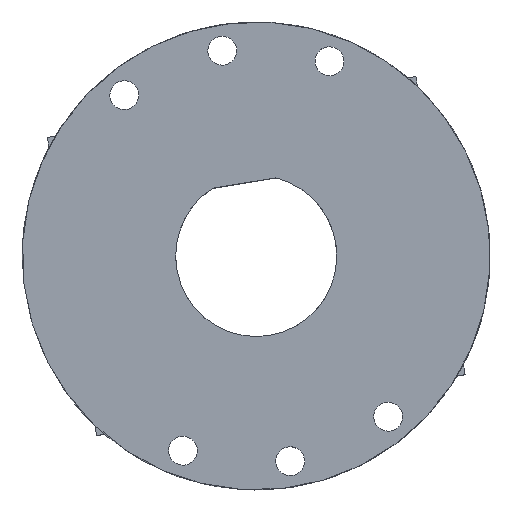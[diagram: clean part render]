
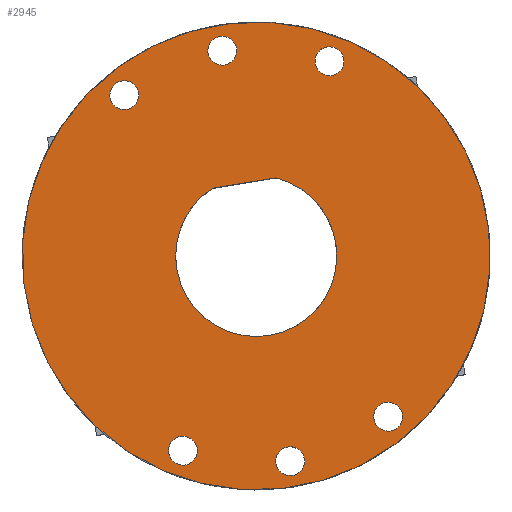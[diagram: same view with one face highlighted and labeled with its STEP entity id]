
A CAD part, top view. The second image highlights one B-rep face of the part: STEP entity #2945.
In plain terms, the highlighted face is planar.
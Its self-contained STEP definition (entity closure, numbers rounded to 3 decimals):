
#71=FACE_BOUND('',#1095,.T.);
#72=FACE_BOUND('',#1096,.T.);
#73=FACE_BOUND('',#1097,.T.);
#74=FACE_BOUND('',#1098,.T.);
#75=FACE_BOUND('',#1099,.T.);
#76=FACE_BOUND('',#1100,.T.);
#77=FACE_BOUND('',#1101,.T.);
#194=PLANE('',#3245);
#235=LINE('',#4786,#495);
#495=VECTOR('',#3498,10.);
#901=FACE_OUTER_BOUND('',#1094,.T.);
#1094=EDGE_LOOP('',(#2702));
#1095=EDGE_LOOP('',(#2703,#2704));
#1096=EDGE_LOOP('',(#2705));
#1097=EDGE_LOOP('',(#2706));
#1098=EDGE_LOOP('',(#2707));
#1099=EDGE_LOOP('',(#2708));
#1100=EDGE_LOOP('',(#2709));
#1101=EDGE_LOOP('',(#2710));
#1181=CIRCLE('',#3076,69.7);
#1185=CIRCLE('',#3081,24.);
#1233=CIRCLE('',#3233,4.3);
#1234=CIRCLE('',#3235,4.3);
#1235=CIRCLE('',#3237,4.3);
#1236=CIRCLE('',#3239,4.3);
#1237=CIRCLE('',#3241,4.3);
#1238=CIRCLE('',#3243,4.3);
#1346=VERTEX_POINT('',#4613);
#1353=VERTEX_POINT('',#4632);
#1354=VERTEX_POINT('',#4634);
#1522=VERTEX_POINT('',#5601);
#1523=VERTEX_POINT('',#5605);
#1524=VERTEX_POINT('',#5609);
#1525=VERTEX_POINT('',#5613);
#1526=VERTEX_POINT('',#5617);
#1527=VERTEX_POINT('',#5621);
#1641=EDGE_CURVE('',#1346,#1346,#1181,.T.);
#1652=EDGE_CURVE('',#1354,#1353,#1185,.T.);
#1671=EDGE_CURVE('',#1353,#1354,#235,.T.);
#1916=EDGE_CURVE('',#1522,#1522,#1233,.T.);
#1918=EDGE_CURVE('',#1523,#1523,#1234,.T.);
#1920=EDGE_CURVE('',#1524,#1524,#1235,.T.);
#1922=EDGE_CURVE('',#1525,#1525,#1236,.T.);
#1924=EDGE_CURVE('',#1526,#1526,#1237,.T.);
#1926=EDGE_CURVE('',#1527,#1527,#1238,.T.);
#2702=ORIENTED_EDGE('',*,*,#1641,.F.);
#2703=ORIENTED_EDGE('',*,*,#1652,.T.);
#2704=ORIENTED_EDGE('',*,*,#1671,.T.);
#2705=ORIENTED_EDGE('',*,*,#1926,.F.);
#2706=ORIENTED_EDGE('',*,*,#1924,.F.);
#2707=ORIENTED_EDGE('',*,*,#1922,.F.);
#2708=ORIENTED_EDGE('',*,*,#1920,.F.);
#2709=ORIENTED_EDGE('',*,*,#1918,.F.);
#2710=ORIENTED_EDGE('',*,*,#1916,.F.);
#2945=ADVANCED_FACE('',(#901,#71,#72,#73,#74,#75,#76,#77),#194,.F.);
#3076=AXIS2_PLACEMENT_3D('',#4615,#3441,#3442);
#3081=AXIS2_PLACEMENT_3D('',#4635,#3458,#3459);
#3233=AXIS2_PLACEMENT_3D('',#5603,#3966,#3967);
#3235=AXIS2_PLACEMENT_3D('',#5607,#3971,#3972);
#3237=AXIS2_PLACEMENT_3D('',#5611,#3976,#3977);
#3239=AXIS2_PLACEMENT_3D('',#5615,#3981,#3982);
#3241=AXIS2_PLACEMENT_3D('',#5619,#3986,#3987);
#3243=AXIS2_PLACEMENT_3D('',#5623,#3991,#3992);
#3245=AXIS2_PLACEMENT_3D('',#5625,#3995,#3996);
#3441=DIRECTION('center_axis',(0.,0.,1.));
#3442=DIRECTION('ref_axis',(1.,0.,0.));
#3458=DIRECTION('center_axis',(0.,0.,1.));
#3459=DIRECTION('ref_axis',(0.999,-0.052,0.));
#3498=DIRECTION('',(0.999,-0.052,0.));
#3966=DIRECTION('center_axis',(0.,0.,-1.));
#3967=DIRECTION('ref_axis',(-1.,0.,0.));
#3971=DIRECTION('center_axis',(0.,0.,-1.));
#3972=DIRECTION('ref_axis',(-1.,0.,0.));
#3976=DIRECTION('center_axis',(0.,0.,-1.));
#3977=DIRECTION('ref_axis',(-1.,0.,0.));
#3981=DIRECTION('center_axis',(0.,0.,-1.));
#3982=DIRECTION('ref_axis',(-1.,0.,0.));
#3986=DIRECTION('center_axis',(0.,0.,-1.));
#3987=DIRECTION('ref_axis',(-1.,0.,0.));
#3991=DIRECTION('center_axis',(0.,0.,-1.));
#3992=DIRECTION('ref_axis',(-1.,0.,0.));
#3995=DIRECTION('center_axis',(0.,0.,1.));
#3996=DIRECTION('ref_axis',(1.,0.,0.));
#4613=CARTESIAN_POINT('',(-65.053,-0.244,0.));
#4615=CARTESIAN_POINT('Origin',(4.647,-0.244,0.));
#4632=CARTESIAN_POINT('',(-6.083,-21.711,0.));
#4634=CARTESIAN_POINT('',(13.074,-22.715,0.));
#4635=CARTESIAN_POINT('Origin',(4.647,-0.244,0.));
#4786=CARTESIAN_POINT('',(8.285,-22.464,0.));
#5601=CARTESIAN_POINT('',(-24.799,-52.209,0.));
#5603=CARTESIAN_POINT('Origin',(-29.099,-52.209,0.));
#5605=CARTESIAN_POINT('',(37.077,-55.452,0.));
#5607=CARTESIAN_POINT('Origin',(32.777,-55.452,0.));
#5609=CARTESIAN_POINT('',(12.19,61.633,0.));
#5611=CARTESIAN_POINT('Origin',(7.89,61.633,0.));
#5613=CARTESIAN_POINT('',(42.694,51.722,0.));
#5615=CARTESIAN_POINT('Origin',(38.394,51.722,0.));
#5617=CARTESIAN_POINT('',(-19.183,54.965,0.));
#5619=CARTESIAN_POINT('Origin',(-23.483,54.965,0.));
#5621=CARTESIAN_POINT('',(5.705,-62.12,0.));
#5623=CARTESIAN_POINT('Origin',(1.405,-62.12,0.));
#5625=CARTESIAN_POINT('Origin',(4.647,-0.244,0.));
